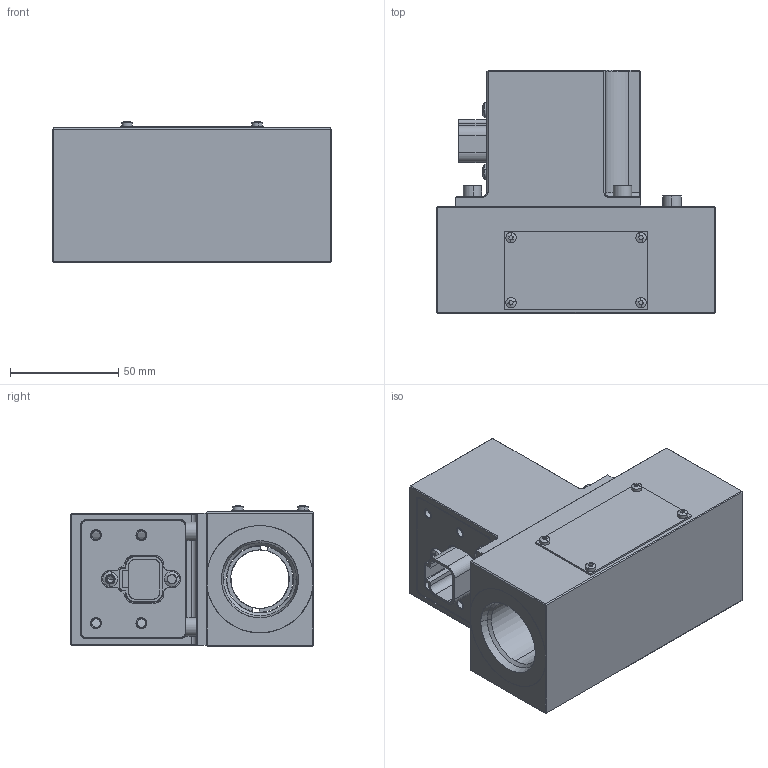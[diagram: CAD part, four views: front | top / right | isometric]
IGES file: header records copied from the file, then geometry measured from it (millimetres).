
Start section: SolidWorks IGES file using analytic representation for surfaces
Global section: file name: ECA'CTA300-J19-S-6.IGS; native system: SolidWorks 2019; preprocessor: SolidWorks 2019; author: MKS; date: 221019.125141; units: millimetre
Bounding box: 128.5 x 112.3 x 64.93 mm (x, y, z)
Surface area: 70555.1 mm2 (no closed solid volume)
Topology: 0 solids, 0 shells, 344 faces, 4036 edges, 4024 vertices
Faces by surface type: bspline 219, revolution 125
